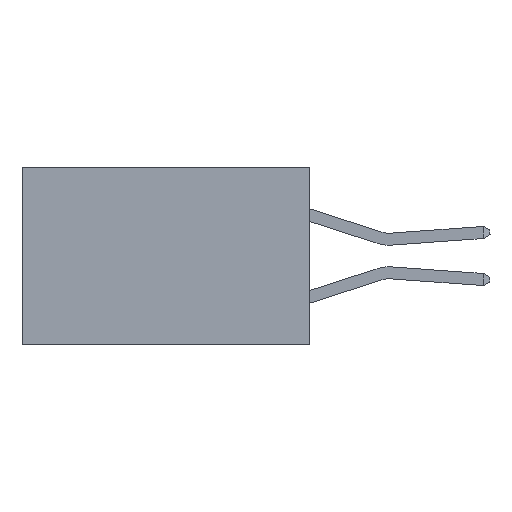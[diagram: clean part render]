
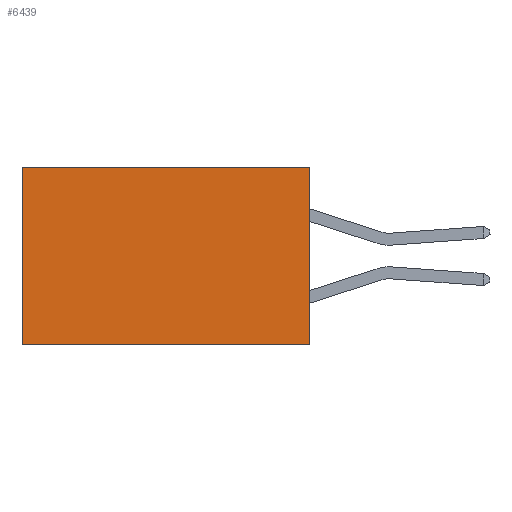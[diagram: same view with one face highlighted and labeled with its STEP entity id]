
A CAD part, left-side view. The second image highlights one B-rep face of the part: STEP entity #6439.
In plain terms, the highlighted planar face has unit normal (-1, 0, 0).
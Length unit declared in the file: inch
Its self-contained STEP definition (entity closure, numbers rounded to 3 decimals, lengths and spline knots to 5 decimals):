
#510 = DIRECTION ( 'NONE',  ( 0., 0., -1. ) ) ;
#852 = CARTESIAN_POINT ( 'NONE',  ( 0.2615, 0.6, 0. ) ) ;
#854 = VERTEX_POINT ( 'NONE', #1729 ) ;
#1204 = CARTESIAN_POINT ( 'NONE',  ( 0.2615, 0., -0.37 ) ) ;
#1485 = EDGE_CURVE ( 'NONE', #854, #8205, #3087, .T. ) ;
#1729 = CARTESIAN_POINT ( 'NONE',  ( 0.2615, 0., 0. ) ) ;
#1766 = CARTESIAN_POINT ( 'NONE',  ( 0.2615, 0., -0.37 ) ) ;
#1948 = DIRECTION ( 'NONE',  ( 0., 1., 0. ) ) ;
#2053 = PLANE ( 'NONE',  #5439 ) ;
#2456 = DIRECTION ( 'NONE',  ( 0., 1., 0. ) ) ;
#3075 = EDGE_CURVE ( 'NONE', #8205, #7796, #7134, .T. ) ;
#3087 = LINE ( 'NONE', #8583, #6489 ) ;
#3179 = DIRECTION ( 'NONE',  ( 0., 0., -1. ) ) ;
#3573 = VECTOR ( 'NONE', #3179, 39.37008 ) ;
#3830 = ORIENTED_EDGE ( 'NONE', *, *, #6056, .F. ) ;
#3851 = VECTOR ( 'NONE', #510, 39.37008 ) ;
#3927 = CARTESIAN_POINT ( 'NONE',  ( 0.2615, 0., -0.37 ) ) ;
#3969 = ORIENTED_EDGE ( 'NONE', *, *, #1485, .T. ) ;
#4652 = FACE_OUTER_BOUND ( 'NONE', #6564, .T. ) ;
#4775 = DIRECTION ( 'NONE',  ( 1., 0., 0. ) ) ;
#5439 = AXIS2_PLACEMENT_3D ( 'NONE', #1204, #4775, #8808 ) ;
#5461 = CARTESIAN_POINT ( 'NONE',  ( 0.2615, 0.6, -0.37 ) ) ;
#5501 = EDGE_CURVE ( 'NONE', #854, #8353, #8709, .T. ) ;
#5857 = VECTOR ( 'NONE', #1948, 39.37008 ) ;
#6056 = EDGE_CURVE ( 'NONE', #8353, #7796, #7982, .T. ) ;
#6439 = ADVANCED_FACE ( 'NONE', ( #4652 ), #2053, .F. ) ;
#6489 = VECTOR ( 'NONE', #2456, 39.37008 ) ;
#6564 = EDGE_LOOP ( 'NONE', ( #7823, #3830, #6651, #3969 ) ) ;
#6651 = ORIENTED_EDGE ( 'NONE', *, *, #5501, .F. ) ;
#7134 = LINE ( 'NONE', #7230, #3573 ) ;
#7230 = CARTESIAN_POINT ( 'NONE',  ( 0.2615, 0.6, -0.37 ) ) ;
#7796 = VERTEX_POINT ( 'NONE', #5461 ) ;
#7823 = ORIENTED_EDGE ( 'NONE', *, *, #3075, .T. ) ;
#7982 = LINE ( 'NONE', #8235, #5857 ) ;
#8205 = VERTEX_POINT ( 'NONE', #852 ) ;
#8235 = CARTESIAN_POINT ( 'NONE',  ( 0.2615, 0., -0.37 ) ) ;
#8353 = VERTEX_POINT ( 'NONE', #1766 ) ;
#8583 = CARTESIAN_POINT ( 'NONE',  ( 0.2615, 0., 0. ) ) ;
#8709 = LINE ( 'NONE', #3927, #3851 ) ;
#8808 = DIRECTION ( 'NONE',  ( 0., 0., -1. ) ) ;
